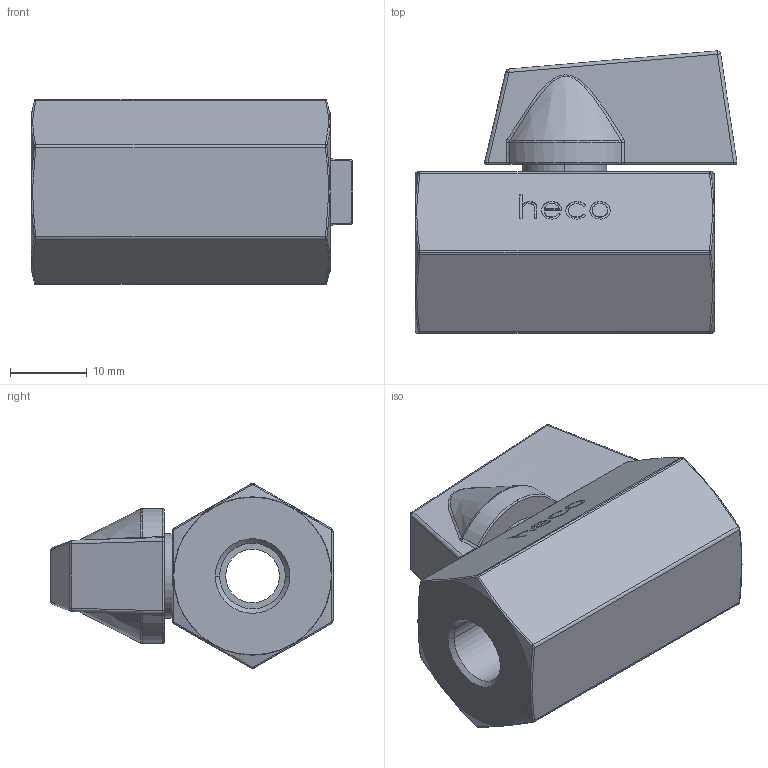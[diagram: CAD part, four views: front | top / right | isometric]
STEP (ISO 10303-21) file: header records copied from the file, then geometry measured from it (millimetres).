
FILE_DESCRIPTION (( 'STEP AP214' ), '1' );
FILE_NAME ('Mini-018-0II-4 Minikugelhahn heco.STEP', '2016-07-27T12:35:12', ( '' ), ( '' ), 'SwSTEP 2.0', 'SolidWorks 2016', '' );
FILE_SCHEMA (( 'AUTOMOTIVE_DESIGN' ));
Length unit declared in the file: millimetre
Products named in the file (1): Mini-018-0II-4 Minikugelhahn heco
Bounding box: 41.97 x 36.79 x 24.09 mm (x, y, z)
Volume: 17290 mm3; surface area: 5992.3 mm2
Topology: 1 solids, 1 shells, 347 faces, 870 edges, 558 vertices
Faces by surface type: bspline 159, plane 141, cylinder 22, cone 11, torus 10, sphere 4
Entity records: 21173 total; most frequent: CARTESIAN_POINT 10118, ORIENTED_EDGE 1732, DIRECTION 1036, EDGE_CURVE 866, VERTEX_POINT 556, LINE 432, VECTOR 432, EDGE_LOOP 384
